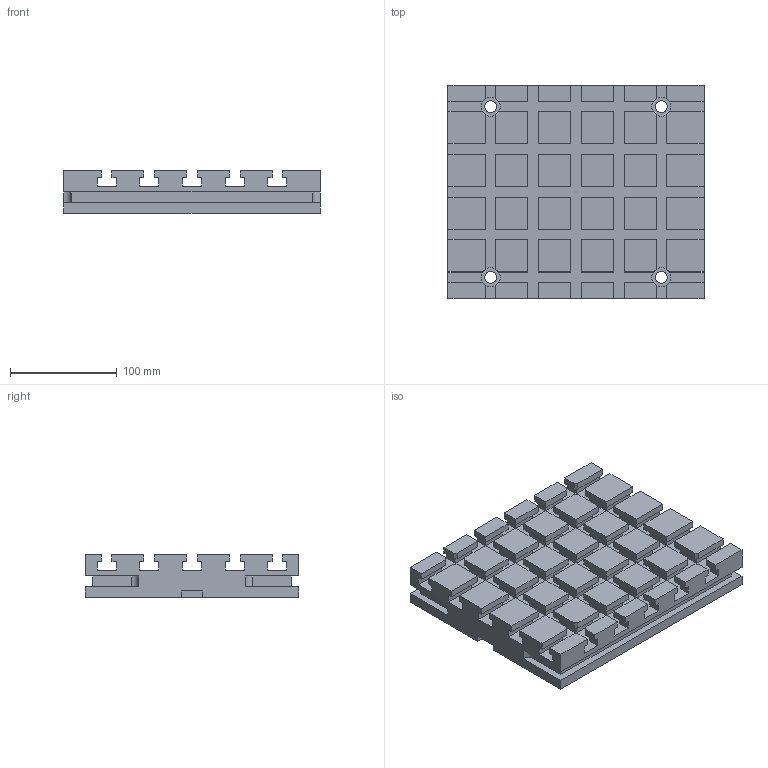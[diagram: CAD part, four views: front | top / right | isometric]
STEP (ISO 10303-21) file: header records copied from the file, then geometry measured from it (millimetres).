
FILE_DESCRIPTION(('STEP AP214'),'1');
FILE_NAME(' ',' ',('TraceParts'),('TraceParts S.A.'),'XStep 1.0',' ',' ');
FILE_SCHEMA(('automotive_design'));
Length unit declared in the file: millimetre
Products named in the file (1): 1
Bounding box: 240 x 200 x 40 mm (x, y, z)
Volume: 1448015.8 mm3; surface area: 208688 mm2
Topology: 1 solids, 1 shells, 381 faces, 1026 edges, 684 vertices
Faces by surface type: plane 343, cylinder 38
Entity records: 23394 total; most frequent: STYLED_ITEM 2092, PRESENTATION_STYLE_ASSIGNMENT 2092, CARTESIAN_POINT 2092, COLOUR_RGB 2092, ORIENTED_EDGE 2052, DIRECTION 1866, EDGE_CURVE 1026, CURVE_STYLE 1026
